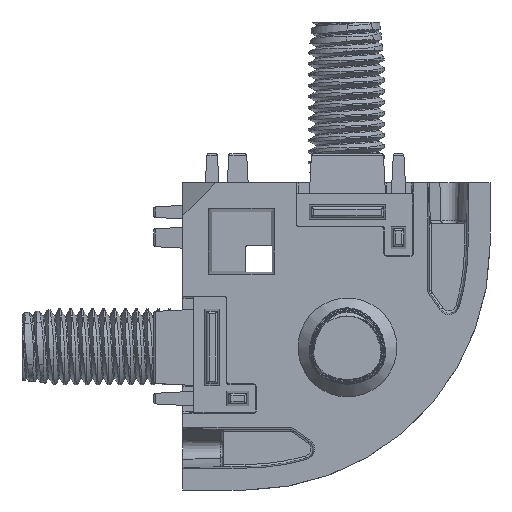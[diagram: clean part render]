
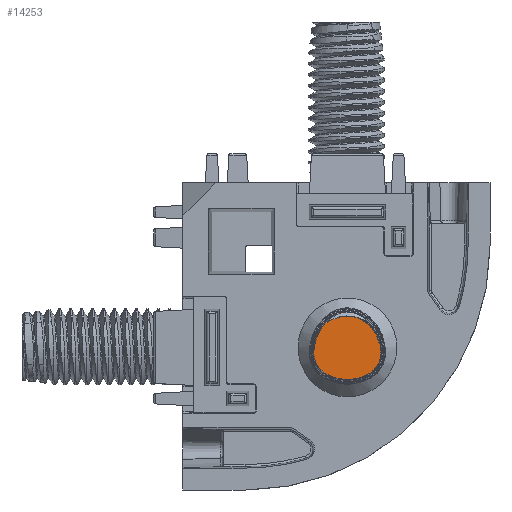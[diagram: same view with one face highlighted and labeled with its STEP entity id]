
A CAD part, front view. The second image highlights one B-rep face of the part: STEP entity #14253.
In plain terms, the highlighted face is planar.
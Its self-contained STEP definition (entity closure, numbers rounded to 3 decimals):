
#619=B_SPLINE_CURVE_WITH_KNOTS('',3,(#25704,#25705,#25706,#25707,#25708,
#25709),.UNSPECIFIED.,.F.,.F.,(4,2,4),(-0.199,-0.095,
0.),.UNSPECIFIED.);
#620=B_SPLINE_CURVE_WITH_KNOTS('',3,(#25711,#25712,#25713,#25714,#25715,
#25716),.UNSPECIFIED.,.F.,.F.,(4,2,4),(-0.157,-0.078,
0.),.UNSPECIFIED.);
#1151=ELLIPSE('',#15533,4.41,4.351);
#1321=PLANE('',#15532);
#1868=FACE_OUTER_BOUND('',#2715,.T.);
#2715=EDGE_LOOP('',(#10898,#10899,#10900,#10901,#10902,#10903,#10904,#10905));
#4982=CIRCLE('',#15360,3.386);
#5089=CIRCLE('',#15534,5.986);
#5090=CIRCLE('',#15535,5.986);
#5091=CIRCLE('',#15536,3.386);
#5092=CIRCLE('',#15537,5.986);
#5827=VERTEX_POINT('',#21358);
#5828=VERTEX_POINT('',#21359);
#6082=VERTEX_POINT('',#25700);
#6083=VERTEX_POINT('',#25701);
#6084=VERTEX_POINT('',#25703);
#6085=VERTEX_POINT('',#25710);
#6086=VERTEX_POINT('',#25718);
#6087=VERTEX_POINT('',#25720);
#7561=EDGE_CURVE('',#5827,#5828,#4982,.T.);
#7878=EDGE_CURVE('',#6082,#6083,#1151,.T.);
#7879=EDGE_CURVE('',#6084,#6082,#619,.T.);
#7880=EDGE_CURVE('',#6085,#6084,#620,.T.);
#7881=EDGE_CURVE('',#6085,#5827,#5089,.T.);
#7882=EDGE_CURVE('',#5828,#6086,#5090,.T.);
#7883=EDGE_CURVE('',#6086,#6087,#5091,.T.);
#7884=EDGE_CURVE('',#6087,#6083,#5092,.T.);
#10898=ORIENTED_EDGE('',*,*,#7878,.F.);
#10899=ORIENTED_EDGE('',*,*,#7879,.F.);
#10900=ORIENTED_EDGE('',*,*,#7880,.F.);
#10901=ORIENTED_EDGE('',*,*,#7881,.T.);
#10902=ORIENTED_EDGE('',*,*,#7561,.T.);
#10903=ORIENTED_EDGE('',*,*,#7882,.T.);
#10904=ORIENTED_EDGE('',*,*,#7883,.T.);
#10905=ORIENTED_EDGE('',*,*,#7884,.T.);
#14253=ADVANCED_FACE('',(#1868),#1321,.F.);
#15360=AXIS2_PLACEMENT_3D('',#21360,#17603,#17604);
#15532=AXIS2_PLACEMENT_3D('',#25699,#18011,#18012);
#15533=AXIS2_PLACEMENT_3D('',#25702,#18013,#18014);
#15534=AXIS2_PLACEMENT_3D('',#25717,#18015,#18016);
#15535=AXIS2_PLACEMENT_3D('',#25719,#18017,#18018);
#15536=AXIS2_PLACEMENT_3D('',#25721,#18019,#18020);
#15537=AXIS2_PLACEMENT_3D('',#25722,#18021,#18022);
#17603=DIRECTION('center_axis',(1.,0.,0.));
#17604=DIRECTION('ref_axis',(0.,0.,1.));
#18011=DIRECTION('center_axis',(-1.,0.,0.));
#18012=DIRECTION('ref_axis',(0.,0.,1.));
#18013=DIRECTION('center_axis',(-1.,0.,0.));
#18014=DIRECTION('ref_axis',(0.,0.936,-0.352));
#18015=DIRECTION('center_axis',(1.,0.,0.));
#18016=DIRECTION('ref_axis',(0.,0.,1.));
#18017=DIRECTION('center_axis',(1.,0.,0.));
#18018=DIRECTION('ref_axis',(0.,0.,1.));
#18019=DIRECTION('center_axis',(1.,0.,0.));
#18020=DIRECTION('ref_axis',(0.,0.,1.));
#18021=DIRECTION('center_axis',(1.,0.,0.));
#18022=DIRECTION('ref_axis',(0.,0.,1.));
#21358=CARTESIAN_POINT('',(30.,-0.57,4.596));
#21359=CARTESIAN_POINT('',(30.,-3.695,2.791));
#21360=CARTESIAN_POINT('Origin',(30.,-0.7,1.212));
#25699=CARTESIAN_POINT('Origin',(30.,0.,0.));
#25700=CARTESIAN_POINT('',(30.,4.019,-1.529));
#25701=CARTESIAN_POINT('',(30.,3.344,-2.934));
#25702=CARTESIAN_POINT('Origin',(30.,-0.233,-0.363));
#25703=CARTESIAN_POINT('',(30.,4.019,1.529));
#25704=CARTESIAN_POINT('Ctrl Pts',(30.,4.019,1.529));
#25705=CARTESIAN_POINT('Ctrl Pts',(30.,4.074,1.327));
#25706=CARTESIAN_POINT('Ctrl Pts',(30.,4.25,0.756));
#25707=CARTESIAN_POINT('Ctrl Pts',(30.,4.25,-0.693));
#25708=CARTESIAN_POINT('Ctrl Pts',(30.,4.102,-1.223));
#25709=CARTESIAN_POINT('Ctrl Pts',(30.,4.019,-1.529));
#25710=CARTESIAN_POINT('',(30.,3.344,2.934));
#25711=CARTESIAN_POINT('Ctrl Pts',(30.,3.344,2.934));
#25712=CARTESIAN_POINT('Ctrl Pts',(30.,3.498,2.722));
#25713=CARTESIAN_POINT('Ctrl Pts',(30.,3.633,2.498));
#25714=CARTESIAN_POINT('Ctrl Pts',(30.,3.859,2.027));
#25715=CARTESIAN_POINT('Ctrl Pts',(30.,3.951,1.781));
#25716=CARTESIAN_POINT('Ctrl Pts',(30.,4.019,1.529));
#25717=CARTESIAN_POINT('Origin',(30.,-0.8,-1.386));
#25718=CARTESIAN_POINT('',(30.,-3.695,-2.791));
#25719=CARTESIAN_POINT('Origin',(30.,1.6,0.));
#25720=CARTESIAN_POINT('',(30.,-0.57,-4.596));
#25721=CARTESIAN_POINT('Origin',(30.,-0.7,-1.212));
#25722=CARTESIAN_POINT('Origin',(30.,-0.8,1.386));
